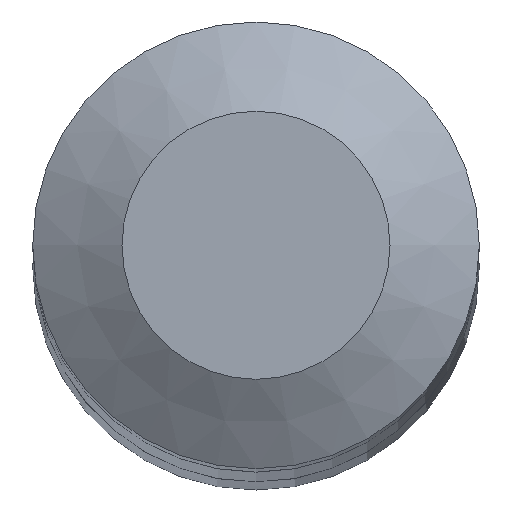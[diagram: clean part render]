
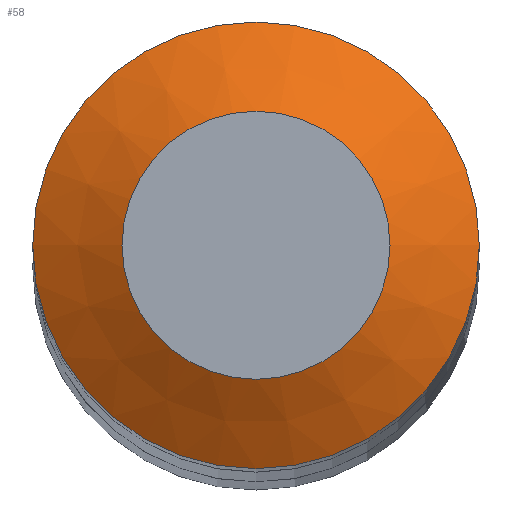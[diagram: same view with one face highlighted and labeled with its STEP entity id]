
A CAD part, top view. The second image highlights one B-rep face of the part: STEP entity #58.
In plain terms, the highlighted conical face has half-angle 60 degrees and reference radius 5 mm.
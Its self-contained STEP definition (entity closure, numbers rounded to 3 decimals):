
#52=CONICAL_SURFACE('',#184,5.,60.);
#58=ADVANCED_FACE('',(#72,#73),#52,.T.);
#72=FACE_BOUND('',#87,.T.);
#73=FACE_BOUND('',#88,.T.);
#87=EDGE_LOOP('',(#103));
#88=EDGE_LOOP('',(#104));
#103=ORIENTED_EDGE('',*,*,#126,.T.);
#104=ORIENTED_EDGE('',*,*,#127,.F.);
#117=VERTEX_POINT('',#268);
#118=VERTEX_POINT('',#271);
#126=EDGE_CURVE('',#117,#117,#134,.T.);
#127=EDGE_CURVE('',#118,#118,#135,.T.);
#134=CIRCLE('',#181,3.);
#135=CIRCLE('',#183,5.);
#181=AXIS2_PLACEMENT_3D('',#267,#212,#213);
#183=AXIS2_PLACEMENT_3D('',#270,#216,#217);
#184=AXIS2_PLACEMENT_3D('',#272,#218,#219);
#212=DIRECTION('',(0.,0.,-1.));
#213=DIRECTION('',(1.,0.,0.));
#216=DIRECTION('',(0.,0.,-1.));
#217=DIRECTION('',(1.,0.,0.));
#218=DIRECTION('',(0.,0.,-1.));
#219=DIRECTION('',(1.,0.,0.));
#267=CARTESIAN_POINT('',(0.,0.,0.));
#268=CARTESIAN_POINT('',(3.,0.,0.));
#270=CARTESIAN_POINT('',(0.,0.,-1.155));
#271=CARTESIAN_POINT('',(5.,0.,-1.155));
#272=CARTESIAN_POINT('',(0.,0.,-1.155));
